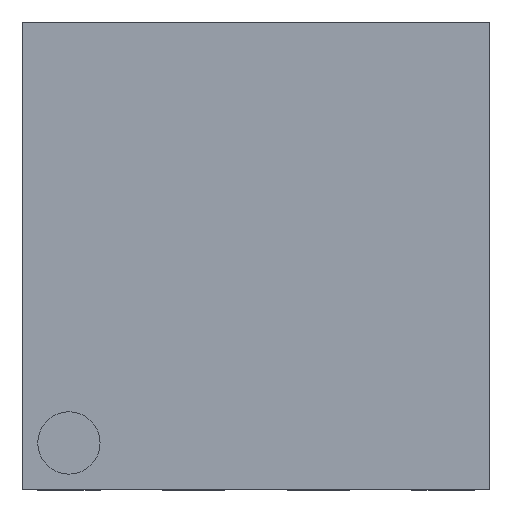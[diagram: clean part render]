
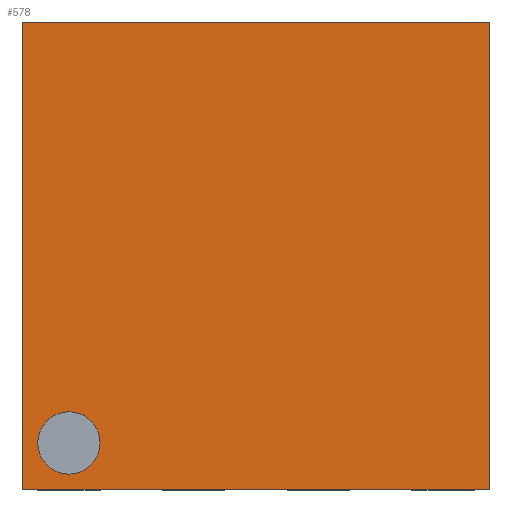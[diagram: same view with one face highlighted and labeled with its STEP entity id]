
A CAD part, top view. The second image highlights one B-rep face of the part: STEP entity #578.
In plain terms, the highlighted planar face has unit normal (0, 0, 1).
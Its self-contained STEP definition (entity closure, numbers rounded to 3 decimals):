
#24 = VERTEX_POINT('',#25);
#25 = CARTESIAN_POINT('',(-0.75,0.75,0.5));
#31 = EDGE_CURVE('',#24,#32,#34,.T.);
#32 = VERTEX_POINT('',#33);
#33 = CARTESIAN_POINT('',(0.75,0.75,0.5));
#34 = LINE('',#35,#36);
#35 = CARTESIAN_POINT('',(-0.75,0.75,0.5));
#36 = VECTOR('',#37,1.);
#37 = DIRECTION('',(1.,0.,0.));
#128 = VERTEX_POINT('',#129);
#129 = CARTESIAN_POINT('',(-0.75,-0.75,0.5));
#135 = EDGE_CURVE('',#128,#24,#136,.T.);
#136 = LINE('',#137,#138);
#137 = CARTESIAN_POINT('',(-0.75,-0.75,0.5));
#138 = VECTOR('',#139,1.);
#139 = DIRECTION('',(0.,1.,0.));
#157 = EDGE_CURVE('',#32,#158,#160,.T.);
#158 = VERTEX_POINT('',#159);
#159 = CARTESIAN_POINT('',(0.75,-0.75,0.5));
#160 = LINE('',#161,#162);
#161 = CARTESIAN_POINT('',(0.75,0.75,0.5));
#162 = VECTOR('',#163,1.);
#163 = DIRECTION('',(0.,-1.,0.));
#578 = ADVANCED_FACE('',(#579,#590),#601,.F.);
#579 = FACE_BOUND('',#580,.F.);
#580 = EDGE_LOOP('',(#581,#582,#583,#589));
#581 = ORIENTED_EDGE('',*,*,#31,.T.);
#582 = ORIENTED_EDGE('',*,*,#157,.T.);
#583 = ORIENTED_EDGE('',*,*,#584,.T.);
#584 = EDGE_CURVE('',#158,#128,#585,.T.);
#585 = LINE('',#586,#587);
#586 = CARTESIAN_POINT('',(0.75,-0.75,0.5));
#587 = VECTOR('',#588,1.);
#588 = DIRECTION('',(-1.,0.,0.));
#589 = ORIENTED_EDGE('',*,*,#135,.T.);
#590 = FACE_BOUND('',#591,.F.);
#591 = EDGE_LOOP('',(#592));
#592 = ORIENTED_EDGE('',*,*,#593,.T.);
#593 = EDGE_CURVE('',#594,#594,#596,.T.);
#594 = VERTEX_POINT('',#595);
#595 = CARTESIAN_POINT('',(-0.5,-0.6,0.5));
#596 = CIRCLE('',#597,0.1);
#597 = AXIS2_PLACEMENT_3D('',#598,#599,#600);
#598 = CARTESIAN_POINT('',(-0.6,-0.6,0.5));
#599 = DIRECTION('',(0.,0.,1.));
#600 = DIRECTION('',(1.,0.,0.));
#601 = PLANE('',#602);
#602 = AXIS2_PLACEMENT_3D('',#603,#604,#605);
#603 = CARTESIAN_POINT('',(0.,0.,0.5));
#604 = DIRECTION('',(-0.,-0.,-1.));
#605 = DIRECTION('',(-1.,0.,0.));
